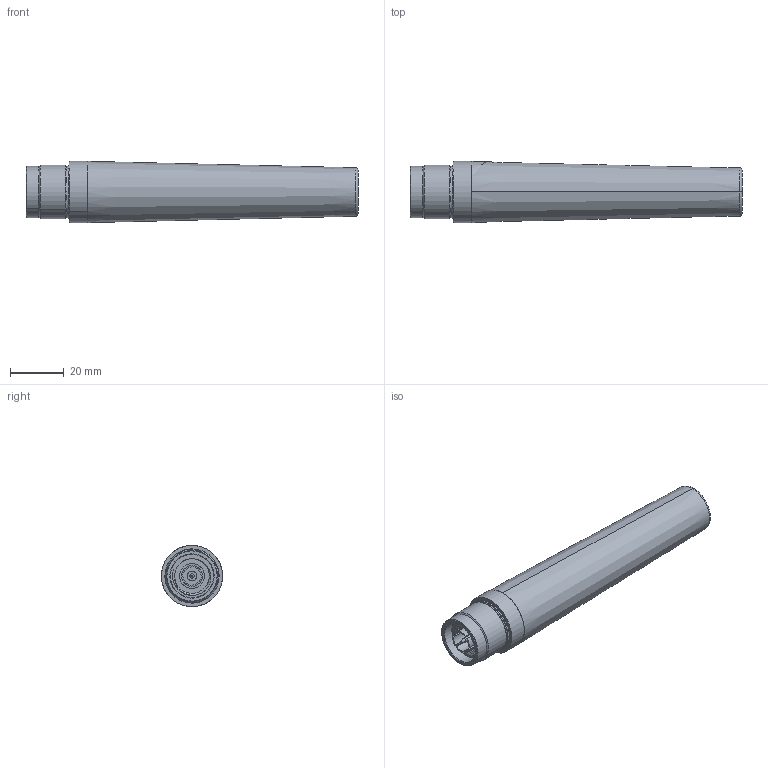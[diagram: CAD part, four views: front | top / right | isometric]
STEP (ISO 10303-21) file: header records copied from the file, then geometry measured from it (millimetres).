
FILE_DESCRIPTION (( 'STEP AP214' ), '1' );
FILE_NAME ('TU.60.3H31_web.STEP', '2019-12-17T05:40:22', ( '' ), ( '' ), 'SwSTEP 2.0', 'SolidWorks 2017', '' );
FILE_SCHEMA (( 'AUTOMOTIVE_DESIGN' ));
Length unit declared in the file: millimetre
Products named in the file (2): TU.60.3H31_web
Bounding box: 123.5 x 22.8 x 22.8 mm (x, y, z)
Surface area: 10118.1 mm2 (no closed solid volume)
Topology: 0 solids, 6 shells, 84 faces, 252 edges, 170 vertices
Faces by surface type: cylinder 30, plane 28, cone 15, bspline 9, torus 2
Entity records: 5074 total; most frequent: CARTESIAN_POINT 1997, DIRECTION 425, ORIENTED_EDGE 417, EDGE_CURVE 252, VERTEX_POINT 170, AXIS2_PLACEMENT_3D 168, EDGE_LOOP 94, CIRCLE 91
